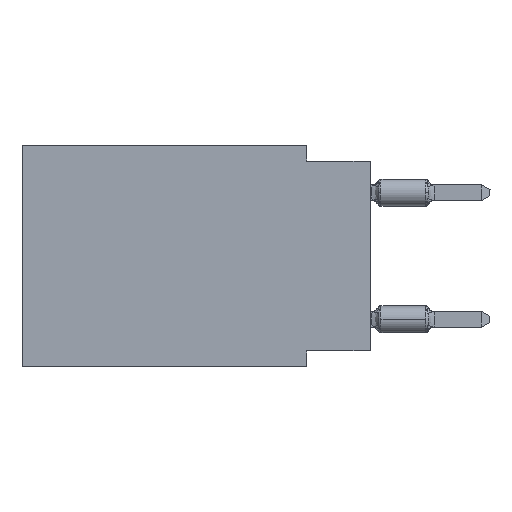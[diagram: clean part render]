
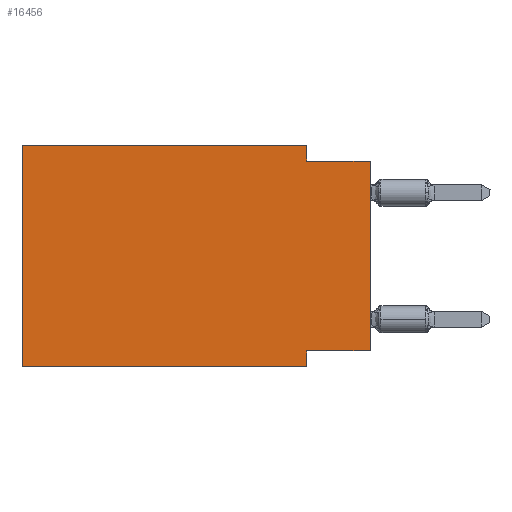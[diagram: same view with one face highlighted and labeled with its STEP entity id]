
A CAD part, left-side view. The second image highlights one B-rep face of the part: STEP entity #16456.
In plain terms, the highlighted planar face has unit normal (-1, 0, 0).
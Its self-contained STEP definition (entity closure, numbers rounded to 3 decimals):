
#473 = LINE ( 'NONE', #14057, #7491 ) ;
#620 = ORIENTED_EDGE ( 'NONE', *, *, #11445, .F. ) ;
#640 = CARTESIAN_POINT ( 'NONE',  ( 0., 0., 0. ) ) ;
#934 = LINE ( 'NONE', #2054, #13811 ) ;
#1463 = DIRECTION ( 'NONE',  ( 0., -1., 0. ) ) ;
#2054 = CARTESIAN_POINT ( 'NONE',  ( 0., 13.97, 0. ) ) ;
#2143 = DIRECTION ( 'NONE',  ( 0., 0., -1. ) ) ;
#2626 = CARTESIAN_POINT ( 'NONE',  ( 0., 13.97, 0. ) ) ;
#2670 = ORIENTED_EDGE ( 'NONE', *, *, #10981, .F. ) ;
#2714 = DIRECTION ( 'NONE',  ( 0., 1., 0. ) ) ;
#3507 = DIRECTION ( 'NONE',  ( 0., -1., 0. ) ) ;
#3662 = DIRECTION ( 'NONE',  ( 0., 0., -1. ) ) ;
#3801 = CARTESIAN_POINT ( 'NONE',  ( 0., 2.54, -0.635 ) ) ;
#4299 = ORIENTED_EDGE ( 'NONE', *, *, #14215, .F. ) ;
#4771 = ORIENTED_EDGE ( 'NONE', *, *, #16409, .T. ) ;
#5058 = CARTESIAN_POINT ( 'NONE',  ( 0., 2.54, 0. ) ) ;
#5098 = DIRECTION ( 'NONE',  ( 0., 0., -1. ) ) ;
#5347 = EDGE_LOOP ( 'NONE', ( #4771, #620, #17204, #4299, #7201, #10285, #2670, #11972 ) ) ;
#5868 = CARTESIAN_POINT ( 'NONE',  ( 0., 2.54, 0. ) ) ;
#6070 = VERTEX_POINT ( 'NONE', #7371 ) ;
#6348 = EDGE_CURVE ( 'NONE', #11316, #9553, #19061, .T. ) ;
#6876 = PLANE ( 'NONE',  #18607 ) ;
#7068 = DIRECTION ( 'NONE',  ( 0., 0., 1. ) ) ;
#7201 = ORIENTED_EDGE ( 'NONE', *, *, #15151, .F. ) ;
#7371 = CARTESIAN_POINT ( 'NONE',  ( 0., 2.54, -8.255 ) ) ;
#7491 = VECTOR ( 'NONE', #5098, 1000. ) ;
#8096 = LINE ( 'NONE', #14237, #19115 ) ;
#8750 = LINE ( 'NONE', #13194, #10284 ) ;
#9553 = VERTEX_POINT ( 'NONE', #3801 ) ;
#9557 = VECTOR ( 'NONE', #1463, 1000. ) ;
#9666 = EDGE_CURVE ( 'NONE', #10777, #15076, #13647, .T. ) ;
#10284 = VECTOR ( 'NONE', #2714, 1000. ) ;
#10285 = ORIENTED_EDGE ( 'NONE', *, *, #9666, .T. ) ;
#10469 = CARTESIAN_POINT ( 'NONE',  ( 0., 0., -0.635 ) ) ;
#10777 = VERTEX_POINT ( 'NONE', #14865 ) ;
#10981 = EDGE_CURVE ( 'NONE', #6070, #15076, #473, .T. ) ;
#11152 = LINE ( 'NONE', #17302, #19914 ) ;
#11316 = VERTEX_POINT ( 'NONE', #5868 ) ;
#11445 = EDGE_CURVE ( 'NONE', #9553, #15240, #8096, .T. ) ;
#11972 = ORIENTED_EDGE ( 'NONE', *, *, #18170, .F. ) ;
#12035 = CARTESIAN_POINT ( 'NONE',  ( 0., 13.97, -8.89 ) ) ;
#12304 = CARTESIAN_POINT ( 'NONE',  ( 0., 0., -8.255 ) ) ;
#12389 = VERTEX_POINT ( 'NONE', #2626 ) ;
#12719 = LINE ( 'NONE', #640, #14430 ) ;
#12816 = DIRECTION ( 'NONE',  ( 0., 0., 1. ) ) ;
#13194 = CARTESIAN_POINT ( 'NONE',  ( 0., 0., -8.255 ) ) ;
#13647 = LINE ( 'NONE', #12035, #9557 ) ;
#13811 = VECTOR ( 'NONE', #7068, 1000. ) ;
#13926 = DIRECTION ( 'NONE',  ( 0., -1., 0. ) ) ;
#14057 = CARTESIAN_POINT ( 'NONE',  ( 0., 2.54, -8.89 ) ) ;
#14215 = EDGE_CURVE ( 'NONE', #12389, #11316, #11152, .T. ) ;
#14237 = CARTESIAN_POINT ( 'NONE',  ( 0., 0., -0.635 ) ) ;
#14430 = VECTOR ( 'NONE', #12816, 1000. ) ;
#14865 = CARTESIAN_POINT ( 'NONE',  ( 0., 13.97, -8.89 ) ) ;
#14960 = VERTEX_POINT ( 'NONE', #12304 ) ;
#15076 = VERTEX_POINT ( 'NONE', #16234 ) ;
#15151 = EDGE_CURVE ( 'NONE', #10777, #12389, #934, .T. ) ;
#15240 = VERTEX_POINT ( 'NONE', #10469 ) ;
#16234 = CARTESIAN_POINT ( 'NONE',  ( 0., 2.54, -8.89 ) ) ;
#16409 = EDGE_CURVE ( 'NONE', #14960, #15240, #12719, .T. ) ;
#16456 = ADVANCED_FACE ( 'NONE', ( #18971 ), #6876, .F. ) ;
#17204 = ORIENTED_EDGE ( 'NONE', *, *, #6348, .F. ) ;
#17302 = CARTESIAN_POINT ( 'NONE',  ( 0., 13.97, 0. ) ) ;
#17458 = DIRECTION ( 'NONE',  ( 1., 0., 0. ) ) ;
#18170 = EDGE_CURVE ( 'NONE', #14960, #6070, #8750, .T. ) ;
#18398 = VECTOR ( 'NONE', #2143, 1000. ) ;
#18607 = AXIS2_PLACEMENT_3D ( 'NONE', #19166, #17458, #3662 ) ;
#18971 = FACE_OUTER_BOUND ( 'NONE', #5347, .T. ) ;
#19061 = LINE ( 'NONE', #5058, #18398 ) ;
#19115 = VECTOR ( 'NONE', #13926, 1000. ) ;
#19166 = CARTESIAN_POINT ( 'NONE',  ( 0., 13.97, 0. ) ) ;
#19914 = VECTOR ( 'NONE', #3507, 1000. ) ;
